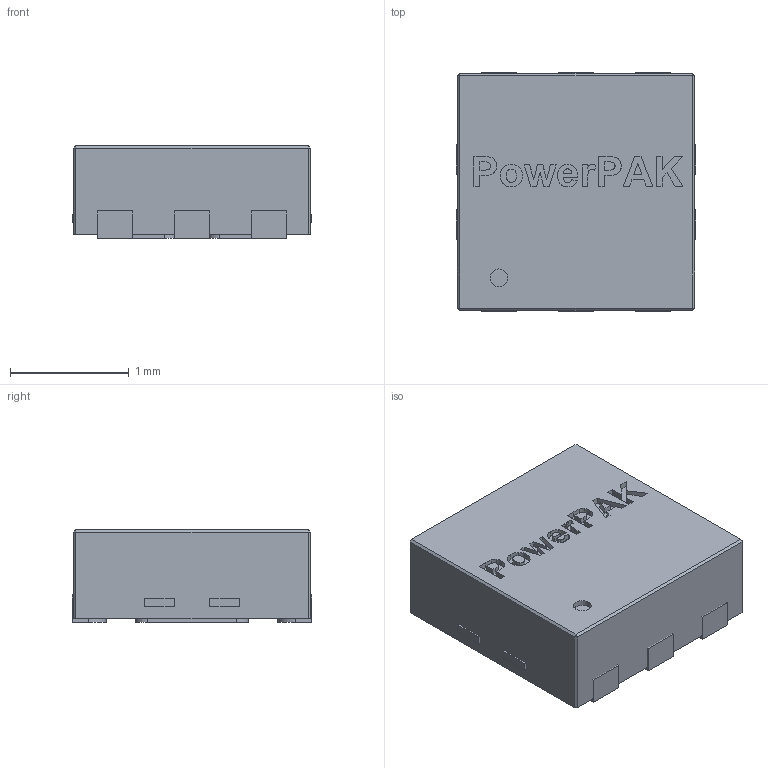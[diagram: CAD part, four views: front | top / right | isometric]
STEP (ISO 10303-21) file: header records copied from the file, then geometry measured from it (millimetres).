
FILE_DESCRIPTION(/* description */ (''),/* implementation_level */ '2;1');
FILE_NAME(/* name */ 'PowerPAK SC70-6L.step',/* time_stamp */ '2019-11-14T09:31:36+01:00',/* author */ (''),/* organization */ (''),/* preprocessor_version */ 'ST-DEVELOPER v18',/* originating_system */ 'Autodesk Translation Framework v8.12.0.6',/* authorisation */ '');
FILE_SCHEMA (('AUTOMOTIVE_DESIGN { 1 0 10303 214 3 1 1 }'));
Length unit declared in the file: millimetre
Products named in the file (1): PowerPAK SC70-6L
Bounding box: 2.02 x 2.02 x 0.78 mm (x, y, z)
Surface area: 23 mm2
Topology: 11 solids, 11 shells, 230 faces, 570 edges, 376 vertices
Faces by surface type: plane 147, bspline 67, cylinder 16
Full cylindrical faces by diameter (mm): 0.15 x1
Entity records: 7420 total; most frequent: CARTESIAN_POINT 2316, ORIENTED_EDGE 1140, DIRECTION 796, EDGE_CURVE 570, LINE 404, VECTOR 404, VERTEX_POINT 376, EDGE_LOOP 244
